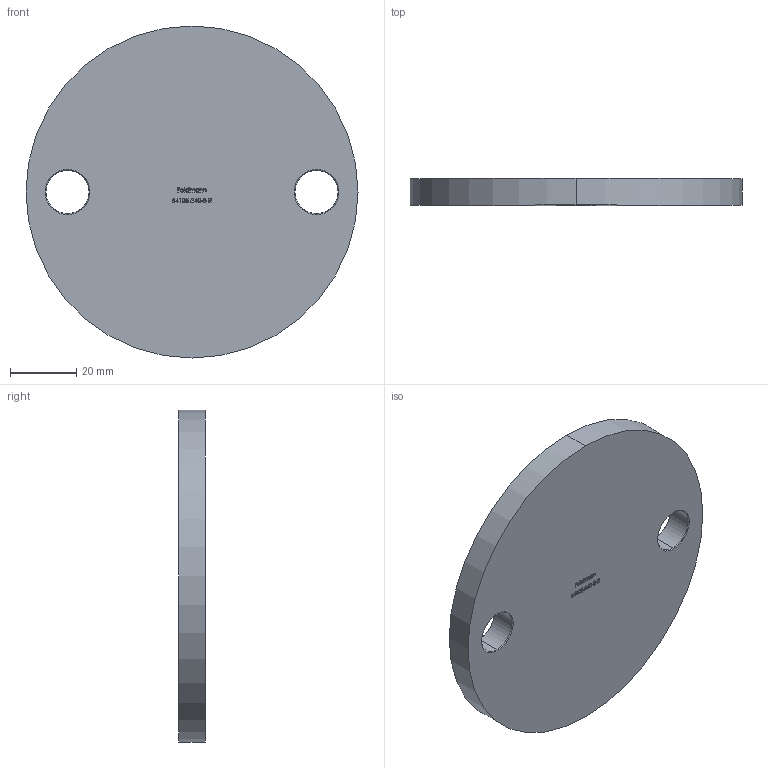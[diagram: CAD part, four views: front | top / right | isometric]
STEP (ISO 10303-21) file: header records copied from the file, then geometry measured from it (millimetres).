
FILE_DESCRIPTION (( 'STEP AP203' ), '1' );
FILE_NAME ('54105-240-8-R.step', '2020-10-21T10:58:01', ( '' ), ( '' ), 'SwSTEP 2.0', 'SolidWorks 2018', '' );
FILE_SCHEMA (( 'CONFIG_CONTROL_DESIGN' ));
Length unit declared in the file: millimetre
Products named in the file (2): 54105-240-8-R
Bounding box: 100 x 8 x 100 mm (x, y, z)
Volume: 60702.3 mm3; surface area: 18331.4 mm2
Topology: 1 solids, 1 shells, 284 faces, 745 edges, 494 vertices
Faces by surface type: plane 160, bspline 110, cone 8, cylinder 6
Entity records: 15012 total; most frequent: CARTESIAN_POINT 8579, ORIENTED_EDGE 1490, DIRECTION 897, EDGE_CURVE 745, LINE 505, VECTOR 505, VERTEX_POINT 494, EDGE_LOOP 319
